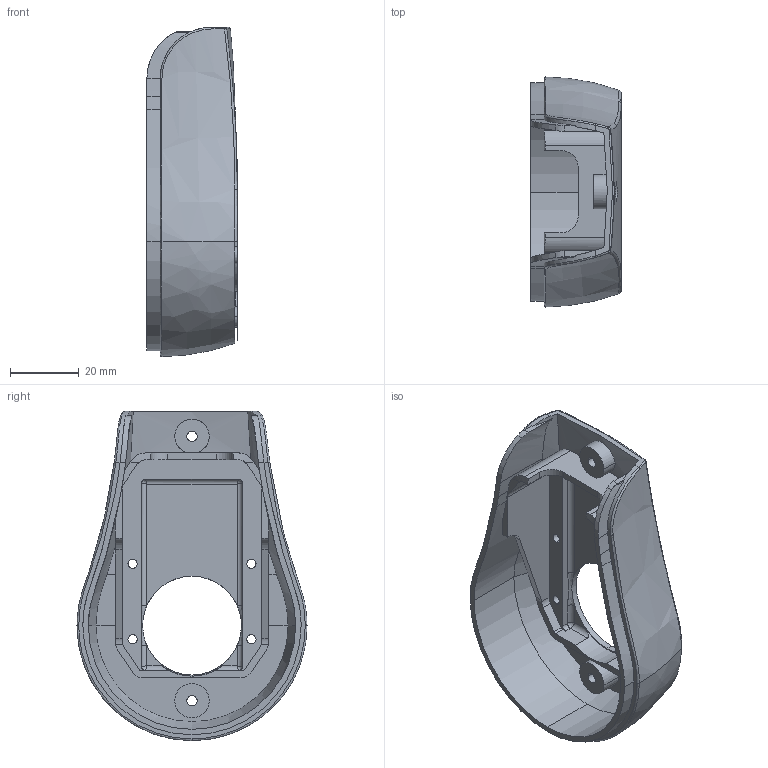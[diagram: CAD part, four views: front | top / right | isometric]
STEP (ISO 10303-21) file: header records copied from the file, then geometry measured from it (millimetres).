
FILE_DESCRIPTION (( 'STEP AP203' ), '1' );
FILE_NAME ('2015-09-22_Unterarm_Deckel_R.STEP', '2015-09-22T17:17:36', ( 'Anwender' ), ( '' ), 'SwSTEP 2.0', 'SolidWorks 2014', '' );
FILE_SCHEMA (( 'CONFIG_CONTROL_DESIGN' ));
Length unit declared in the file: millimetre
Products named in the file (1): 2015-09-22_Unterarm_Deckel_R
Bounding box: 26.3 x 66.99 x 95.9 mm (x, y, z)
Volume: 26041.4 mm3; surface area: 23170.5 mm2
Topology: 1 solids, 1 shells, 197 faces, 534 edges, 340 vertices
Faces by surface type: cylinder 78, plane 66, bspline 53
Entity records: 10351 total; most frequent: CARTESIAN_POINT 5675, ORIENTED_EDGE 1056, DIRECTION 820, EDGE_CURVE 528, VERTEX_POINT 340, AXIS2_PLACEMENT_3D 290, LINE 240, VECTOR 240
